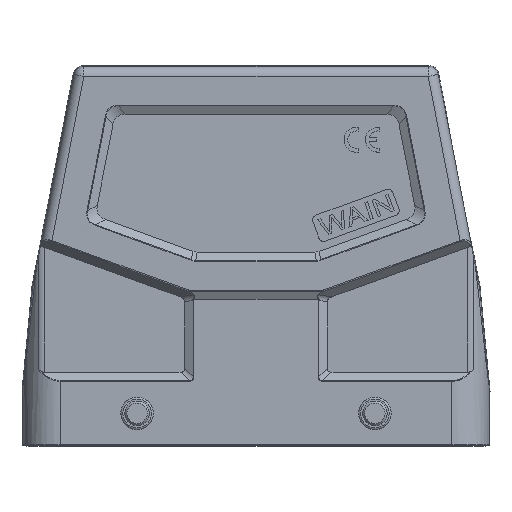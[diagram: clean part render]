
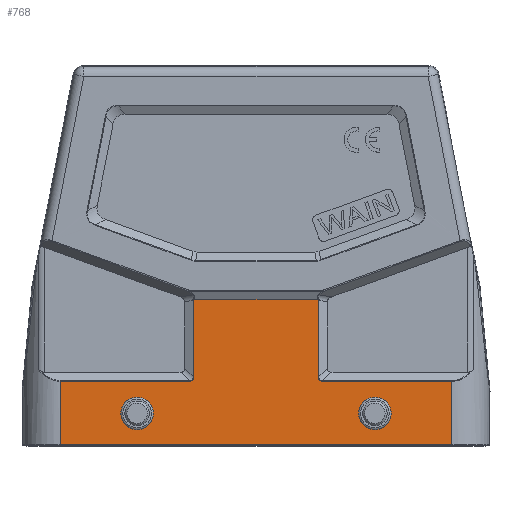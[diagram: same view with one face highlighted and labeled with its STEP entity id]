
A CAD part, top view. The second image highlights one B-rep face of the part: STEP entity #768.
In plain terms, the highlighted planar face has unit normal (0, 0, 1).
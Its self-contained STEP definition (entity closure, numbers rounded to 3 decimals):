
#473=FACE_BOUND('',#2129,.T.);
#474=FACE_BOUND('',#2130,.T.);
#475=FACE_BOUND('',#2131,.T.);
#630=ELLIPSE('',#9903,3.631,1.8);
#631=ELLIPSE('',#9904,3.631,1.8);
#768=ADVANCED_FACE('',(#473,#474,#475),#1369,.T.);
#1369=PLANE('',#9906);
#2129=EDGE_LOOP('',(#3351));
#2130=EDGE_LOOP('',(#3352));
#2131=EDGE_LOOP('',(#3353,#3354,#3355,#3356,#3357,#3358,#3359,#3360,#3361,
#3362,#3363,#3364,#3365,#3366));
#2811=B_SPLINE_CURVE_WITH_KNOTS('',3,(#13751,#13752,#13753,#13754),
 .UNSPECIFIED.,.F.,.F.,(4,4),(0.,1.),.UNSPECIFIED.);
#2812=B_SPLINE_CURVE_WITH_KNOTS('',3,(#13758,#13759,#13760,#13761),
 .UNSPECIFIED.,.F.,.F.,(4,4),(0.,1.),.UNSPECIFIED.);
#3004=CIRCLE('',#9900,3.044);
#3005=CIRCLE('',#9901,3.044);
#3006=CIRCLE('',#9902,0.829);
#3007=CIRCLE('',#9905,0.829);
#3351=ORIENTED_EDGE('',*,*,#7040,.F.);
#3352=ORIENTED_EDGE('',*,*,#7041,.F.);
#3353=ORIENTED_EDGE('',*,*,#7042,.F.);
#3354=ORIENTED_EDGE('',*,*,#7043,.F.);
#3355=ORIENTED_EDGE('',*,*,#7044,.F.);
#3356=ORIENTED_EDGE('',*,*,#7045,.F.);
#3357=ORIENTED_EDGE('',*,*,#7046,.F.);
#3358=ORIENTED_EDGE('',*,*,#7047,.T.);
#3359=ORIENTED_EDGE('',*,*,#7048,.F.);
#3360=ORIENTED_EDGE('',*,*,#7049,.F.);
#3361=ORIENTED_EDGE('',*,*,#7050,.F.);
#3362=ORIENTED_EDGE('',*,*,#7051,.T.);
#3363=ORIENTED_EDGE('',*,*,#7052,.F.);
#3364=ORIENTED_EDGE('',*,*,#7053,.F.);
#3365=ORIENTED_EDGE('',*,*,#7054,.F.);
#3366=ORIENTED_EDGE('',*,*,#7055,.F.);
#6153=VERTEX_POINT('',#13735);
#6154=VERTEX_POINT('',#13737);
#6155=VERTEX_POINT('',#13739);
#6156=VERTEX_POINT('',#13740);
#6157=VERTEX_POINT('',#13742);
#6158=VERTEX_POINT('',#13744);
#6159=VERTEX_POINT('',#13746);
#6160=VERTEX_POINT('',#13748);
#6161=VERTEX_POINT('',#13750);
#6162=VERTEX_POINT('',#13755);
#6163=VERTEX_POINT('',#13757);
#6164=VERTEX_POINT('',#13762);
#6165=VERTEX_POINT('',#13764);
#6166=VERTEX_POINT('',#13766);
#6167=VERTEX_POINT('',#13768);
#6168=VERTEX_POINT('',#13770);
#7040=EDGE_CURVE('',#6153,#6153,#3004,.T.);
#7041=EDGE_CURVE('',#6154,#6154,#3005,.T.);
#7042=EDGE_CURVE('',#6155,#6156,#8437,.T.);
#7043=EDGE_CURVE('',#6157,#6155,#8438,.T.);
#7044=EDGE_CURVE('',#6158,#6157,#8439,.T.);
#7045=EDGE_CURVE('',#6159,#6158,#3006,.T.);
#7046=EDGE_CURVE('',#6160,#6159,#8440,.T.);
#7047=EDGE_CURVE('',#6160,#6161,#630,.T.);
#7048=EDGE_CURVE('',#6162,#6161,#2811,.T.);
#7049=EDGE_CURVE('',#6163,#6162,#8441,.T.);
#7050=EDGE_CURVE('',#6164,#6163,#2812,.T.);
#7051=EDGE_CURVE('',#6164,#6165,#631,.T.);
#7052=EDGE_CURVE('',#6166,#6165,#8442,.T.);
#7053=EDGE_CURVE('',#6167,#6166,#3007,.T.);
#7054=EDGE_CURVE('',#6168,#6167,#8443,.T.);
#7055=EDGE_CURVE('',#6156,#6168,#8444,.T.);
#8437=LINE('',#13738,#9173);
#8438=LINE('',#13741,#9174);
#8439=LINE('',#13743,#9175);
#8440=LINE('',#13747,#9176);
#8441=LINE('',#13756,#9177);
#8442=LINE('',#13765,#9178);
#8443=LINE('',#13769,#9179);
#8444=LINE('',#13771,#9180);
#9173=VECTOR('',#10937,1.);
#9174=VECTOR('',#10938,1.);
#9175=VECTOR('',#10939,1.);
#9176=VECTOR('',#10942,1.);
#9177=VECTOR('',#10945,1.);
#9178=VECTOR('',#10948,1.);
#9179=VECTOR('',#10951,1.);
#9180=VECTOR('',#10952,1.);
#9900=AXIS2_PLACEMENT_3D('',#13734,#10933,#10934);
#9901=AXIS2_PLACEMENT_3D('',#13736,#10935,#10936);
#9902=AXIS2_PLACEMENT_3D('',#13745,#10940,#10941);
#9903=AXIS2_PLACEMENT_3D('',#13749,#10943,#10944);
#9904=AXIS2_PLACEMENT_3D('',#13763,#10946,#10947);
#9905=AXIS2_PLACEMENT_3D('',#13767,#10949,#10950);
#9906=AXIS2_PLACEMENT_3D('',#13772,#10953,#10954);
#10933=DIRECTION('',(0.,0.,1.));
#10934=DIRECTION('',(1.,0.,0.));
#10935=DIRECTION('',(0.,0.,1.));
#10936=DIRECTION('',(1.,0.,0.));
#10937=DIRECTION('',(-1.,0.,0.));
#10938=DIRECTION('',(0.,-1.,0.));
#10939=DIRECTION('',(1.,0.,0.));
#10940=DIRECTION('',(0.,0.,1.));
#10941=DIRECTION('',(1.,0.,0.));
#10942=DIRECTION('',(0.,-1.,0.));
#10943=DIRECTION('',(0.,0.,-1.));
#10944=DIRECTION('',(0.989,-0.15,0.));
#10945=DIRECTION('',(1.,0.,0.));
#10946=DIRECTION('',(0.,0.,-1.));
#10947=DIRECTION('',(-0.989,-0.15,0.));
#10948=DIRECTION('',(0.,1.,0.));
#10949=DIRECTION('',(0.,0.,1.));
#10950=DIRECTION('',(0.,-1.,0.));
#10951=DIRECTION('',(1.,0.,0.));
#10952=DIRECTION('',(0.,1.,0.));
#10953=DIRECTION('',(0.,0.,1.));
#10954=DIRECTION('',(1.,0.,0.));
#13734=CARTESIAN_POINT('',(-23.75,-25.5,21.5));
#13735=CARTESIAN_POINT('',(-20.706,-25.5,21.5));
#13736=CARTESIAN_POINT('',(23.75,-25.5,21.5));
#13737=CARTESIAN_POINT('',(26.794,-25.5,21.5));
#13738=CARTESIAN_POINT('',(39.128,-31.7,21.5));
#13739=CARTESIAN_POINT('',(39.128,-31.7,21.5));
#13740=CARTESIAN_POINT('',(-39.128,-31.7,21.5));
#13741=CARTESIAN_POINT('',(39.128,-19.08,21.5));
#13742=CARTESIAN_POINT('',(39.128,-19.08,21.5));
#13743=CARTESIAN_POINT('',(13.32,-19.08,21.5));
#13744=CARTESIAN_POINT('',(13.32,-19.081,21.5));
#13745=CARTESIAN_POINT('',(13.243,-18.257,21.5));
#13746=CARTESIAN_POINT('',(12.419,-18.18,21.5));
#13747=CARTESIAN_POINT('',(12.42,-2.939,21.5));
#13748=CARTESIAN_POINT('',(12.42,-2.939,21.5));
#13749=CARTESIAN_POINT('',(16.02,-3.349,21.5));
#13750=CARTESIAN_POINT('',(12.444,-2.73,21.5));
#13751=CARTESIAN_POINT('',(12.42,-2.734,21.503));
#13752=CARTESIAN_POINT('',(12.428,-2.733,21.503));
#13753=CARTESIAN_POINT('',(12.436,-2.732,21.502));
#13754=CARTESIAN_POINT('',(12.444,-2.731,21.502));
#13755=CARTESIAN_POINT('',(12.419,-2.732,21.5));
#13756=CARTESIAN_POINT('',(-12.419,-2.732,21.5));
#13757=CARTESIAN_POINT('',(-12.42,-2.733,21.501));
#13758=CARTESIAN_POINT('',(-12.44,-2.732,21.502));
#13759=CARTESIAN_POINT('',(-12.433,-2.733,21.503));
#13760=CARTESIAN_POINT('',(-12.427,-2.733,21.503));
#13761=CARTESIAN_POINT('',(-12.42,-2.734,21.504));
#13762=CARTESIAN_POINT('',(-12.44,-2.732,21.502));
#13763=CARTESIAN_POINT('',(-16.02,-3.349,21.5));
#13764=CARTESIAN_POINT('',(-12.42,-2.939,21.5));
#13765=CARTESIAN_POINT('',(-12.42,-18.18,21.5));
#13766=CARTESIAN_POINT('',(-12.419,-18.18,21.5));
#13767=CARTESIAN_POINT('',(-13.243,-18.257,21.5));
#13768=CARTESIAN_POINT('',(-13.32,-19.081,21.5));
#13769=CARTESIAN_POINT('',(-39.128,-19.08,21.5));
#13770=CARTESIAN_POINT('',(-39.128,-19.08,21.5));
#13771=CARTESIAN_POINT('',(-39.128,-31.7,21.5));
#13772=CARTESIAN_POINT('',(0.,-10.5,21.5));
